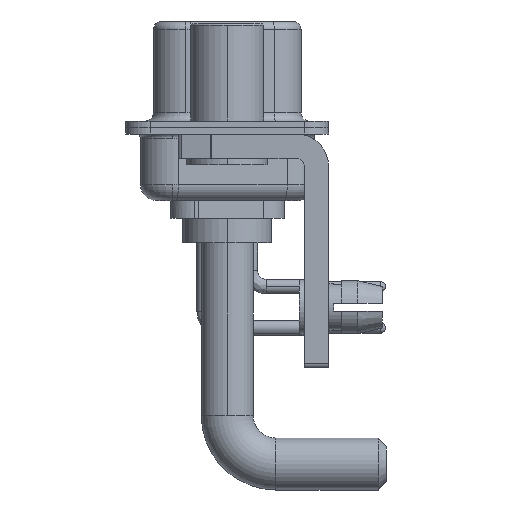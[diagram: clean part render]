
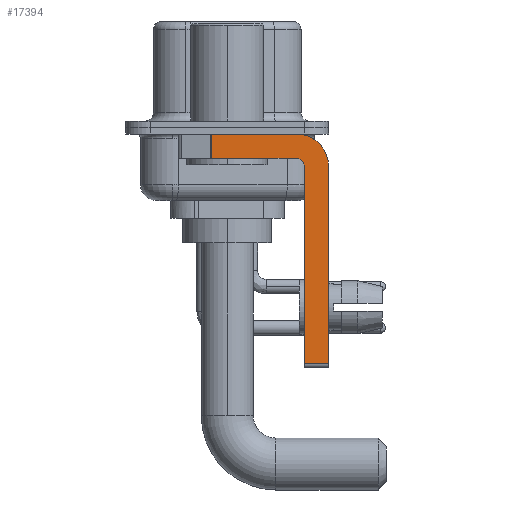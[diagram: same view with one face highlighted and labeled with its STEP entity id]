
A CAD part, left-side view. The second image highlights one B-rep face of the part: STEP entity #17394.
In plain terms, the highlighted planar face has unit normal (-1, 0, 0).
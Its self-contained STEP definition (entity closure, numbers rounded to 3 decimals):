
#306 = LINE ( 'NONE', #18689, #17449 ) ;
#384 = DIRECTION ( 'NONE',  ( 0., 0., -1. ) ) ;
#421 = ORIENTED_EDGE ( 'NONE', *, *, #4360, .F. ) ;
#460 = VECTOR ( 'NONE', #9715, 1000. ) ;
#549 = VECTOR ( 'NONE', #7660, 1000. ) ;
#2054 = EDGE_CURVE ( 'NONE', #9969, #11531, #14674, .T. ) ;
#2408 = ORIENTED_EDGE ( 'NONE', *, *, #2054, .F. ) ;
#2681 = CARTESIAN_POINT ( 'NONE',  ( -2.9, -4.25, -2.4 ) ) ;
#2908 = AXIS2_PLACEMENT_3D ( 'NONE', #2681, #21362, #384 ) ;
#3761 = VERTEX_POINT ( 'NONE', #10247 ) ;
#3888 = DIRECTION ( 'NONE',  ( 0., 0., 1. ) ) ;
#4360 = EDGE_CURVE ( 'NONE', #17687, #8427, #14094, .T. ) ;
#4382 = DIRECTION ( 'NONE',  ( 1., 0., 0. ) ) ;
#4523 = DIRECTION ( 'NONE',  ( 0., 0., -1. ) ) ;
#4768 = CARTESIAN_POINT ( 'NONE',  ( -2.9, 0.978, -0.4 ) ) ;
#4966 = FACE_OUTER_BOUND ( 'NONE', #16756, .T. ) ;
#6159 = EDGE_CURVE ( 'NONE', #10837, #3761, #14487, .T. ) ;
#7082 = CARTESIAN_POINT ( 'NONE',  ( -2.9, -4.25, -0.4 ) ) ;
#7295 = VECTOR ( 'NONE', #25786, 1000. ) ;
#7660 = DIRECTION ( 'NONE',  ( 0., 0., 1. ) ) ;
#8086 = VECTOR ( 'NONE', #9617, 1000. ) ;
#8427 = VERTEX_POINT ( 'NONE', #13030 ) ;
#9373 = CARTESIAN_POINT ( 'NONE',  ( -2.9, 3., -0.4 ) ) ;
#9617 = DIRECTION ( 'NONE',  ( 0., 0., -1. ) ) ;
#9715 = DIRECTION ( 'NONE',  ( 0., -1., 0. ) ) ;
#9801 = LINE ( 'NONE', #26224, #549 ) ;
#9925 = VECTOR ( 'NONE', #14785, 1000. ) ;
#9969 = VERTEX_POINT ( 'NONE', #14086 ) ;
#10247 = CARTESIAN_POINT ( 'NONE',  ( -2.9, 0.978, -1.9 ) ) ;
#10837 = VERTEX_POINT ( 'NONE', #4768 ) ;
#10945 = CARTESIAN_POINT ( 'NONE',  ( -2.9, -4.75, -2.4 ) ) ;
#11408 = ORIENTED_EDGE ( 'NONE', *, *, #24872, .F. ) ;
#11531 = VERTEX_POINT ( 'NONE', #23472 ) ;
#11846 = ORIENTED_EDGE ( 'NONE', *, *, #6159, .T. ) ;
#11848 = VERTEX_POINT ( 'NONE', #23213 ) ;
#12186 = VERTEX_POINT ( 'NONE', #7082 ) ;
#12940 = DIRECTION ( 'NONE',  ( -1., 0., 0. ) ) ;
#13030 = CARTESIAN_POINT ( 'NONE',  ( -2.9, -4.25, -1.9 ) ) ;
#13084 = CARTESIAN_POINT ( 'NONE',  ( -2.9, -4.25, -2.4 ) ) ;
#13153 = AXIS2_PLACEMENT_3D ( 'NONE', #20768, #4382, #4523 ) ;
#14086 = CARTESIAN_POINT ( 'NONE',  ( -2.9, -6.25, -2.4 ) ) ;
#14094 = CIRCLE ( 'NONE', #20952, 0.5 ) ;
#14174 = LINE ( 'NONE', #28601, #460 ) ;
#14321 = PLANE ( 'NONE',  #2908 ) ;
#14487 = LINE ( 'NONE', #24299, #9925 ) ;
#14674 = LINE ( 'NONE', #19571, #8086 ) ;
#14785 = DIRECTION ( 'NONE',  ( 0., 0., -1. ) ) ;
#16285 = EDGE_CURVE ( 'NONE', #8427, #3761, #306, .T. ) ;
#16526 = DIRECTION ( 'NONE',  ( 0., 1., 0. ) ) ;
#16756 = EDGE_LOOP ( 'NONE', ( #24900, #11846, #18808, #421, #18979, #22362, #2408, #11408 ) ) ;
#17365 = EDGE_CURVE ( 'NONE', #11848, #11531, #14174, .T. ) ;
#17394 = ADVANCED_FACE ( 'NONE', ( #4966 ), #14321, .F. ) ;
#17449 = VECTOR ( 'NONE', #16526, 1000. ) ;
#17687 = VERTEX_POINT ( 'NONE', #10945 ) ;
#18689 = CARTESIAN_POINT ( 'NONE',  ( -2.9, -4.25, -1.9 ) ) ;
#18808 = ORIENTED_EDGE ( 'NONE', *, *, #16285, .F. ) ;
#18979 = ORIENTED_EDGE ( 'NONE', *, *, #26901, .F. ) ;
#19053 = EDGE_CURVE ( 'NONE', #10837, #12186, #21163, .T. ) ;
#19571 = CARTESIAN_POINT ( 'NONE',  ( -2.9, -6.25, -2.4 ) ) ;
#20768 = CARTESIAN_POINT ( 'NONE',  ( -2.9, -4.25, -2.4 ) ) ;
#20952 = AXIS2_PLACEMENT_3D ( 'NONE', #13084, #12940, #3888 ) ;
#21163 = LINE ( 'NONE', #9373, #7295 ) ;
#21362 = DIRECTION ( 'NONE',  ( 1., 0., 0. ) ) ;
#22362 = ORIENTED_EDGE ( 'NONE', *, *, #17365, .T. ) ;
#23213 = CARTESIAN_POINT ( 'NONE',  ( -2.9, -4.75, -14.55 ) ) ;
#23472 = CARTESIAN_POINT ( 'NONE',  ( -2.9, -6.25, -14.55 ) ) ;
#24299 = CARTESIAN_POINT ( 'NONE',  ( -2.9, 0.978, -1.9 ) ) ;
#24872 = EDGE_CURVE ( 'NONE', #12186, #9969, #24976, .T. ) ;
#24900 = ORIENTED_EDGE ( 'NONE', *, *, #19053, .F. ) ;
#24976 = CIRCLE ( 'NONE', #13153, 2. ) ;
#25786 = DIRECTION ( 'NONE',  ( 0., -1., 0. ) ) ;
#26224 = CARTESIAN_POINT ( 'NONE',  ( -2.9, -4.75, -14.8 ) ) ;
#26901 = EDGE_CURVE ( 'NONE', #11848, #17687, #9801, .T. ) ;
#28601 = CARTESIAN_POINT ( 'NONE',  ( -2.9, -4.25, -14.55 ) ) ;
